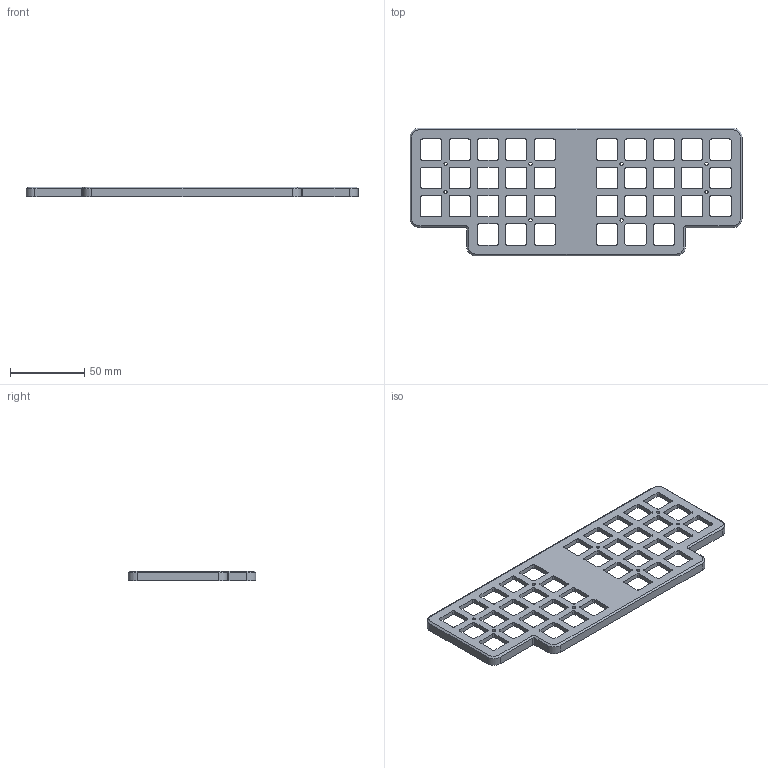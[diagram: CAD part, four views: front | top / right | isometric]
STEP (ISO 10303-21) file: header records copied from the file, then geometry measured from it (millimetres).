
FILE_DESCRIPTION(/* description */ ('','CAx-IF Rec.Pracs.---Representation and Presentation of Product Manufacturing Information (PMI)---4.0---2014-10-13'),/* implementation_level */ '2;1');
FILE_NAME(/* name */ 'Haori36-MX-plate.step',/* time_stamp */ '2025-01-15T01:56:27+01:00',/* author */ (''),/* organization */ (''),/* preprocessor_version */ 'ST-DEVELOPER v20',/* originating_system */ 'Autodesk Translation Framework v13.20.0.188',/* authorisation */ '');
FILE_SCHEMA (('AP242_MANAGED_MODEL_BASED_3D_ENGINEERING_MIM_LF { 1 0 10303 442 1 1 4 }'));
Length unit declared in the file: millimetre
Products named in the file (1): Haori36-MX
Bounding box: 223.25 x 85.85 x 6.7 mm (x, y, z)
Volume: 37902.1 mm3; surface area: 32678.2 mm2
Topology: 1 solids, 1 shells, 370 faces, 1086 edges, 718 vertices
Faces by surface type: plane 186, cylinder 176, cone 8
Full cylindrical faces by diameter (mm): 2.2 x8
Entity records: 12573 total; most frequent: DIRECTION 2190, CARTESIAN_POINT 2175, ORIENTED_EDGE 2172, EDGE_CURVE 1086, AXIS2_PLACEMENT_3D 733, LINE 724, VECTOR 724, VERTEX_POINT 718
